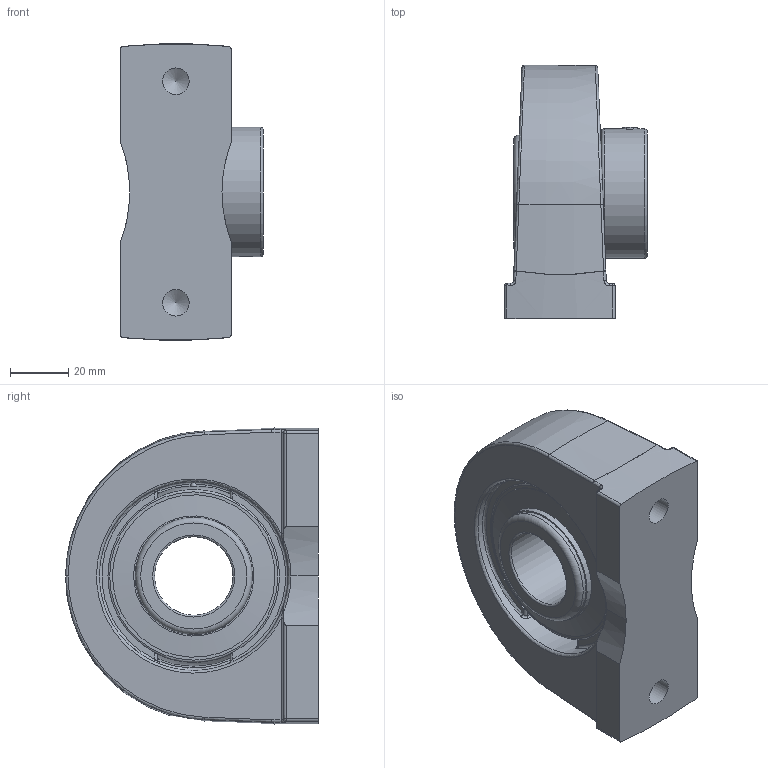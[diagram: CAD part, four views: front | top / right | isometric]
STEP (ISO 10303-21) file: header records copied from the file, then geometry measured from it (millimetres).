
FILE_DESCRIPTION(('HOOPS Exchange Step'),'2;1');
FILE_NAME('export-815DFD36-EB55-4087-A430-F7545D1C7CCF.stp','2020-05-20T14:00:43-07:00',('dkerr'),('Alibre'),'HOOPS Exchange 2020.0','Alibre','Unknown authorisation');
FILE_SCHEMA( ('AP242_MANAGED_MODEL_BASED_3D_ENGINEERING_MIM_LF {1 0 10303 442 1 1 4 }') );
Length unit declared in the file: inch
Products named in the file (8): MRN SPAM 206 L4L; SNC 206 (Ball Bearing); SNC 206 (Setscrew); SNC 206 (Shield); SNC 206-17 (Collar); SNC 206-17 L4L (1.0625inch) (Race); MRN SNC 206-17 L4L (1.0625inch); MRN SNCSPAM 206-17 L4L (1.0625inch)
Assembly tree (8 placements, depth 3):
  MRN SNCSPAM 206-17 L4L (1.0625inch)
    MRN SPAM 206 L4L
    MRN SNC 206-17 L4L (1.0625inch)
      SNC 206 (Ball Bearing)
      SNC 206 (Setscrew)
      SNC 206 (Shield)  x2
      SNC 206-17 (Collar)
      SNC 206-17 L4L (1.0625inch) (Race)
Bounding box: 49.1 x 87 x 101.91 mm (x, y, z)
Volume: 192316 mm3; surface area: 57629.1 mm2
Topology: 16 solids, 16 shells, 179 faces, 476 edges, 303 vertices
Faces by surface type: cylinder 52, plane 42, bspline 26, sphere 23, torus 22, cone 14
Full cylindrical faces by diameter (mm): 5.359 x2, 5.36 x1, 9.144 x2, 26.987 x2, 37.643 x2, 40.322 x4, 41.338 x2, 44.501 x1, 51.397 x2, 55.88 x2, 65.017 x2, 70.35 x1
Entity records: 10510 total; most frequent: CARTESIAN_POINT 6149, DIRECTION 906, ORIENTED_EDGE 848, EDGE_CURVE 424, AXIS2_PLACEMENT_3D 398, VERTEX_POINT 289, CIRCLE 215, EDGE_LOOP 191
